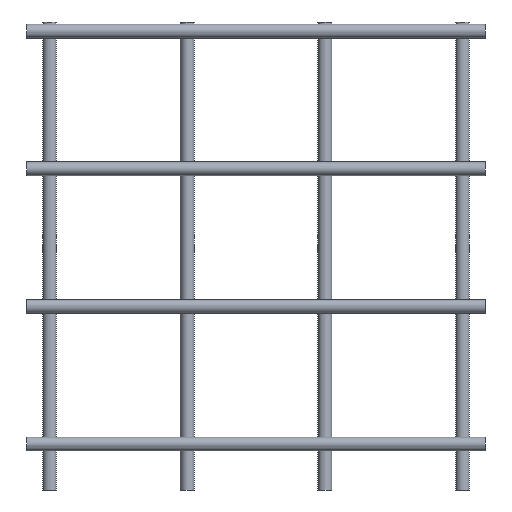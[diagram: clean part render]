
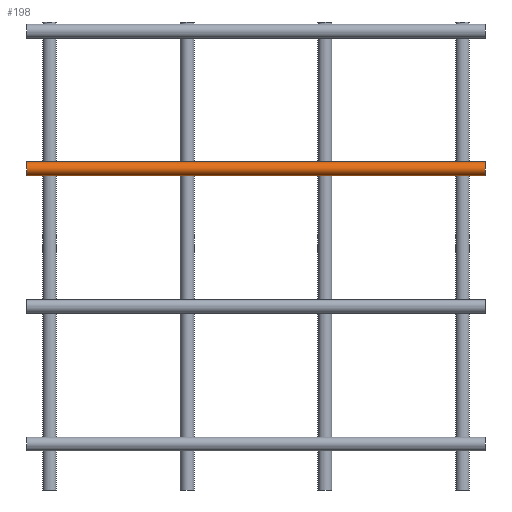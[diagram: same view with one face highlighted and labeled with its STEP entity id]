
A CAD part, front view. The second image highlights one B-rep face of the part: STEP entity #198.
In plain terms, the highlighted cylindrical face has radius 1.5 mm (diameter 3 mm), a full revolution.
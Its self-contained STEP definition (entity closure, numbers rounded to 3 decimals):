
#40=FACE_BOUND('',#82,.T.);
#54=FACE_OUTER_BOUND('',#81,.T.);
#81=EDGE_LOOP('',(#161));
#82=EDGE_LOOP('',(#162));
#107=CIRCLE('',#246,1.5);
#108=CIRCLE('',#247,1.5);
#123=VERTEX_POINT('',#375);
#124=VERTEX_POINT('',#377);
#139=EDGE_CURVE('',#123,#123,#107,.T.);
#140=EDGE_CURVE('',#124,#124,#108,.T.);
#161=ORIENTED_EDGE('',*,*,#139,.F.);
#162=ORIENTED_EDGE('',*,*,#140,.T.);
#184=CYLINDRICAL_SURFACE('',#245,1.5);
#198=ADVANCED_FACE('',(#54,#40),#184,.T.);
#245=AXIS2_PLACEMENT_3D('',#374,#302,#303);
#246=AXIS2_PLACEMENT_3D('',#376,#304,#305);
#247=AXIS2_PLACEMENT_3D('',#378,#306,#307);
#302=DIRECTION('center_axis',(-1.,0.,0.));
#303=DIRECTION('ref_axis',(0.,-1.,0.));
#304=DIRECTION('center_axis',(-1.,0.,0.));
#305=DIRECTION('ref_axis',(0.,-1.,0.));
#306=DIRECTION('center_axis',(-1.,0.,0.));
#307=DIRECTION('ref_axis',(0.,-1.,0.));
#374=CARTESIAN_POINT('Origin',(0.,0.,60.));
#375=CARTESIAN_POINT('',(-100.,1.5,60.));
#376=CARTESIAN_POINT('Origin',(-100.,0.,60.));
#377=CARTESIAN_POINT('',(0.,1.5,60.));
#378=CARTESIAN_POINT('Origin',(0.,0.,60.));
